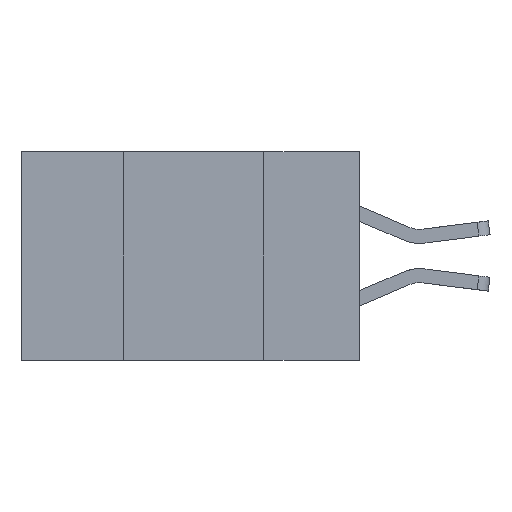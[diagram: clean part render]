
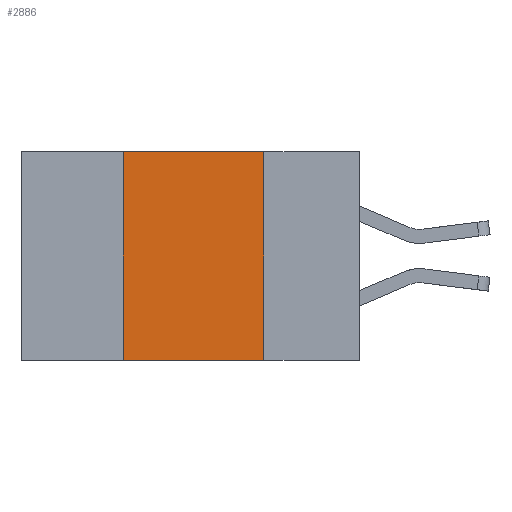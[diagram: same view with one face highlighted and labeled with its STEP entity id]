
A CAD part, left-side view. The second image highlights one B-rep face of the part: STEP entity #2886.
In plain terms, the highlighted planar face has unit normal (-1, 0, 0).
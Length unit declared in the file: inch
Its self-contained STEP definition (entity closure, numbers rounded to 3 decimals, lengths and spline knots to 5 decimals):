
#162 = VECTOR ( 'NONE', #10326, 39.37008 ) ;
#841 = CARTESIAN_POINT ( 'NONE',  ( 0., 0.42, 0. ) ) ;
#918 = DIRECTION ( 'NONE',  ( 0., -1., 0. ) ) ;
#969 = LINE ( 'NONE', #12254, #6430 ) ;
#979 = VERTEX_POINT ( 'NONE', #11247 ) ;
#1168 = AXIS2_PLACEMENT_3D ( 'NONE', #5400, #11203, #11582 ) ;
#1246 = EDGE_CURVE ( 'NONE', #10906, #4297, #969, .T. ) ;
#1579 = EDGE_CURVE ( 'NONE', #4297, #6865, #9910, .T. ) ;
#1583 = EDGE_CURVE ( 'NONE', #979, #10906, #4344, .T. ) ;
#2680 = EDGE_CURVE ( 'NONE', #979, #6865, #9097, .T. ) ;
#2886 = ADVANCED_FACE ( 'NONE', ( #8946 ), #5771, .F. ) ;
#3755 = CARTESIAN_POINT ( 'NONE',  ( 0., 0.6, -0.37 ) ) ;
#4166 = VECTOR ( 'NONE', #918, 39.37008 ) ;
#4297 = VERTEX_POINT ( 'NONE', #6409 ) ;
#4344 = LINE ( 'NONE', #841, #11988 ) ;
#4787 = CARTESIAN_POINT ( 'NONE',  ( 0., 0.17, -0.37 ) ) ;
#5400 = CARTESIAN_POINT ( 'NONE',  ( 0., 0.6, 0. ) ) ;
#5771 = PLANE ( 'NONE',  #1168 ) ;
#6409 = CARTESIAN_POINT ( 'NONE',  ( 0., 0.17, 0. ) ) ;
#6430 = VECTOR ( 'NONE', #9321, 39.37008 ) ;
#6664 = ORIENTED_EDGE ( 'NONE', *, *, #1579, .F. ) ;
#6806 = ORIENTED_EDGE ( 'NONE', *, *, #2680, .T. ) ;
#6865 = VERTEX_POINT ( 'NONE', #4787 ) ;
#7736 = ORIENTED_EDGE ( 'NONE', *, *, #1583, .F. ) ;
#8946 = FACE_OUTER_BOUND ( 'NONE', #11995, .T. ) ;
#9097 = LINE ( 'NONE', #3755, #4166 ) ;
#9321 = DIRECTION ( 'NONE',  ( 0., -1., 0. ) ) ;
#9657 = CARTESIAN_POINT ( 'NONE',  ( 0., 0.17, 0. ) ) ;
#9809 = CARTESIAN_POINT ( 'NONE',  ( 0., 0.42, 0. ) ) ;
#9910 = LINE ( 'NONE', #9657, #162 ) ;
#10326 = DIRECTION ( 'NONE',  ( 0., 0., -1. ) ) ;
#10906 = VERTEX_POINT ( 'NONE', #9809 ) ;
#11203 = DIRECTION ( 'NONE',  ( 1., 0., 0. ) ) ;
#11247 = CARTESIAN_POINT ( 'NONE',  ( 0., 0.42, -0.37 ) ) ;
#11522 = DIRECTION ( 'NONE',  ( 0., 0., 1. ) ) ;
#11582 = DIRECTION ( 'NONE',  ( 0., 0., -1. ) ) ;
#11988 = VECTOR ( 'NONE', #11522, 39.37008 ) ;
#11995 = EDGE_LOOP ( 'NONE', ( #6664, #12320, #7736, #6806 ) ) ;
#12254 = CARTESIAN_POINT ( 'NONE',  ( 0., 0.6, 0. ) ) ;
#12320 = ORIENTED_EDGE ( 'NONE', *, *, #1246, .F. ) ;
